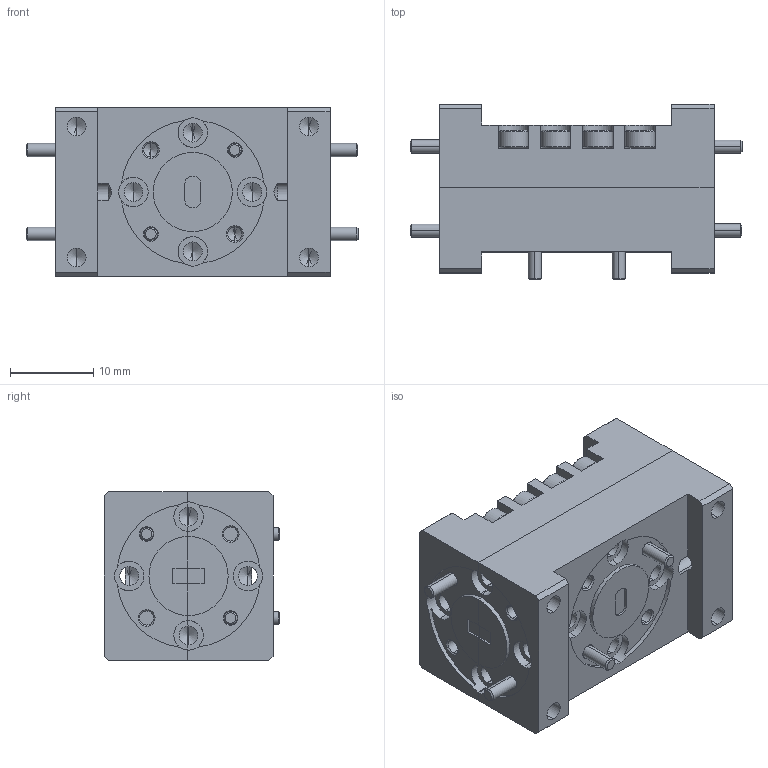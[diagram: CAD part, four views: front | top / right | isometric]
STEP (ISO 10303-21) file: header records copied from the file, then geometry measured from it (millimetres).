
FILE_DESCRIPTION (( 'STEP AP203' ), '1' );
FILE_NAME ('SAT-503823-14815-S1, SAT-FV-14815-S1.STEP', '2019-06-27T23:00:22', ( '' ), ( '' ), 'SwSTEP 2.0', 'SolidWorks 2016', '' );
FILE_SCHEMA (( 'CONFIG_CONTROL_DESIGN' ));
Length unit declared in the file: inch
Products named in the file (1): SAT-503823-14815-S1, SAT-FV-14815-S1
Bounding box: 39.94 x 21.15 x 20.32 mm (x, y, z)
Volume: 10100.8 mm3; surface area: 7391.6 mm2
Topology: 25 solids, 25 shells, 866 faces, 1933 edges, 1142 vertices
Faces by surface type: plane 305, cone 287, cylinder 274
Entity records: 24140 total; most frequent: CARTESIAN_POINT 4737, DIRECTION 4303, ORIENTED_EDGE 3770, EDGE_CURVE 1885, AXIS2_PLACEMENT_3D 1682, VERTEX_POINT 1142, EDGE_LOOP 967, LINE 939
